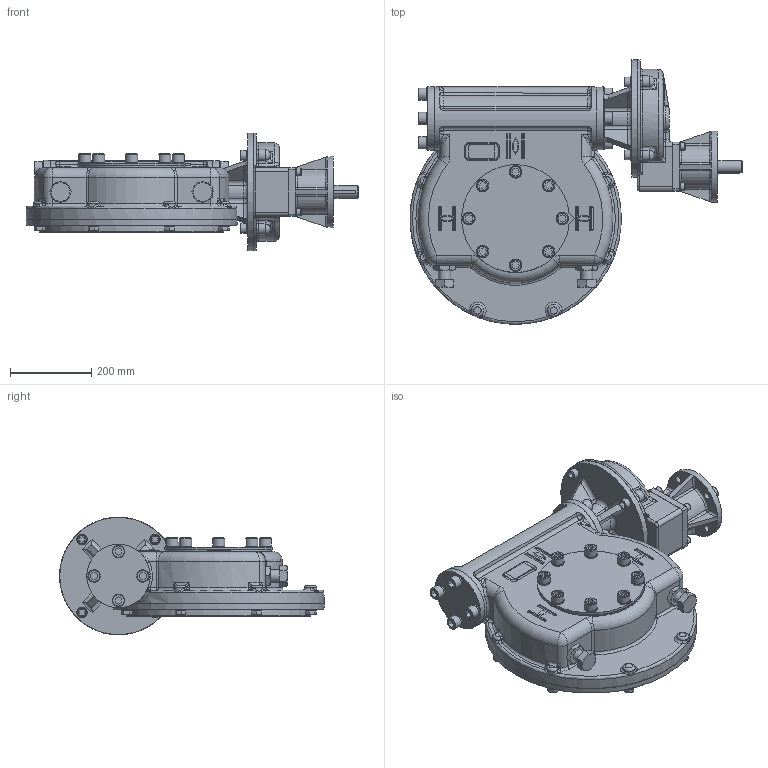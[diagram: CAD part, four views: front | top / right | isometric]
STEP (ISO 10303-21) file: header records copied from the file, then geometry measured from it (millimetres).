
FILE_DESCRIPTION(/* description */ ('Unknown'),/* implementation_level */ '2;1');
FILE_NAME(/* name */ 'PUB-IW82FBIRS-F14-F25',/* time_stamp */ '2016-07-11T14:33:24+01:00',/* author */ ('Unknown'),/* organization */ ('Unknown'),/* preprocessor_version */ 'ST-DEVELOPER v16',/* originating_system */ 'DEX',/* authorisation */ $);
FILE_SCHEMA (('AUTOMOTIVE_DESIGN {1 0 10303 214 3 1 1}'));
Products named in the file (1): PUB-IW82FBIRS-F14-F25
Bounding box: 817.13 x 650.94 x 289.28 mm (x, y, z)
Surface area: 1518637.6 mm2 (no closed solid volume)
Topology: 0 solids, 102 shells, 1436 faces, 4979 edges, 3565 vertices
Faces by surface type: plane 659, cylinder 325, torus 134, bspline 128, cone 126, sphere 64
Full cylindrical faces by diameter (mm): 13.835 x8, 16.5 x4, 17 x8, 18 x4, 19 x4, 24 x4, 30 x19, 30.7 x16, 50 x1, 100 x1, 155 x1, 175 x1, 195 x1, 260 x1, 289 x1, 454.5 x1
Entity records: 73993 total; most frequent: CARTESIAN_POINT 34331, ORIENTED_EDGE 7344, DIRECTION 7308, EDGE_CURVE 4686, VERTEX_POINT 3514, AXIS2_PLACEMENT_3D 2560, LINE 2188, VECTOR 2188
